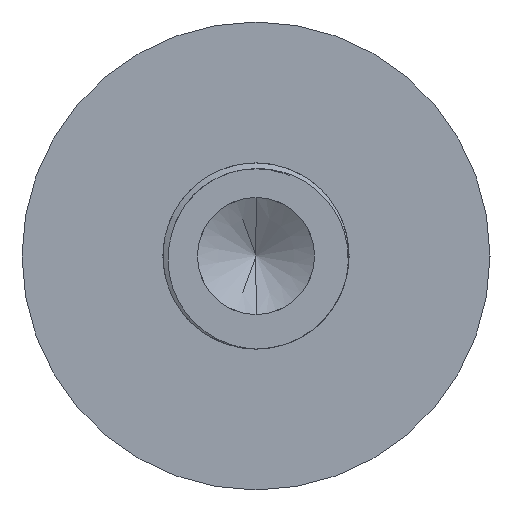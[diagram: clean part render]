
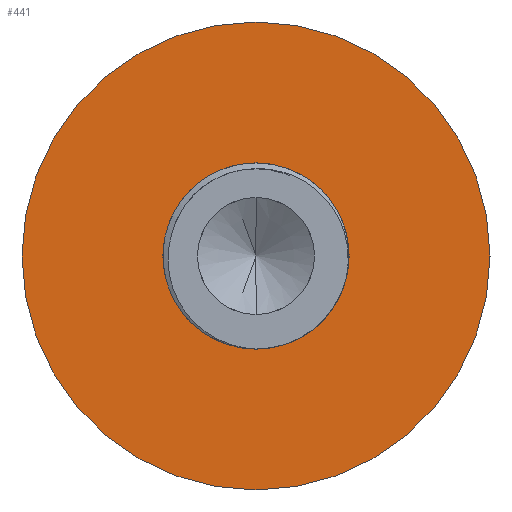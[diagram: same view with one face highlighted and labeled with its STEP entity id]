
A CAD part, front view. The second image highlights one B-rep face of the part: STEP entity #441.
In plain terms, the highlighted planar face has unit normal (0, -1, 0).
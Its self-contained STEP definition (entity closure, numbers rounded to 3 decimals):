
#166 = DIRECTION ( 'NONE',  ( 0., 0., -1. ) ) ;
#231 = VERTEX_POINT ( 'NONE', #4083 ) ;
#271 = EDGE_LOOP ( 'NONE', ( #1743, #2339 ) ) ;
#281 = CARTESIAN_POINT ( 'NONE',  ( 7.95, 10., 0. ) ) ;
#308 = DIRECTION ( 'NONE',  ( 0., -1., 0. ) ) ;
#441 = ADVANCED_FACE ( 'NONE', ( #2678, #4021 ), #3682, .T. ) ;
#513 = CIRCLE ( 'NONE', #3572, 7.95 ) ;
#617 = CIRCLE ( 'NONE', #3323, 7.95 ) ;
#684 = CARTESIAN_POINT ( 'NONE',  ( 0., 10., 20. ) ) ;
#735 = DIRECTION ( 'NONE',  ( 0., 0., -1. ) ) ;
#809 = EDGE_CURVE ( 'NONE', #1510, #4088, #3991, .T. ) ;
#1131 = DIRECTION ( 'NONE',  ( 0., 0., -1. ) ) ;
#1158 = CARTESIAN_POINT ( 'NONE',  ( 7.95, 10., 0. ) ) ;
#1182 = ORIENTED_EDGE ( 'NONE', *, *, #3619, .F. ) ;
#1389 = CARTESIAN_POINT ( 'NONE',  ( 0., 10., 0. ) ) ;
#1404 = AXIS2_PLACEMENT_3D ( 'NONE', #2680, #308, #3290 ) ;
#1424 = DIRECTION ( 'NONE',  ( 0., -1., 0. ) ) ;
#1458 = CARTESIAN_POINT ( 'NONE',  ( 0., 10., -20. ) ) ;
#1510 = VERTEX_POINT ( 'NONE', #1458 ) ;
#1567 = EDGE_CURVE ( 'NONE', #4088, #1510, #3744, .T. ) ;
#1610 = DIRECTION ( 'NONE',  ( 0., -1., 0. ) ) ;
#1617 = CARTESIAN_POINT ( 'NONE',  ( 0., 10., 0. ) ) ;
#1647 = CARTESIAN_POINT ( 'NONE',  ( 0., 10., 0. ) ) ;
#1743 = ORIENTED_EDGE ( 'NONE', *, *, #809, .T. ) ;
#1864 = DIRECTION ( 'NONE',  ( 0., -1., 0. ) ) ;
#2147 = VERTEX_POINT ( 'NONE', #1158 ) ;
#2282 = AXIS2_PLACEMENT_3D ( 'NONE', #281, #1610, #2326 ) ;
#2326 = DIRECTION ( 'NONE',  ( 0., 0., -1. ) ) ;
#2339 = ORIENTED_EDGE ( 'NONE', *, *, #1567, .T. ) ;
#2497 = DIRECTION ( 'NONE',  ( 0., -1., 0. ) ) ;
#2560 = CIRCLE ( 'NONE', #1404, 7.95 ) ;
#2678 = FACE_BOUND ( 'NONE', #2837, .T. ) ;
#2680 = CARTESIAN_POINT ( 'NONE',  ( 0., 10., 0. ) ) ;
#2805 = EDGE_CURVE ( 'NONE', #231, #2942, #617, .T. ) ;
#2837 = EDGE_LOOP ( 'NONE', ( #1182, #4233, #3812, #4322 ) ) ;
#2942 = VERTEX_POINT ( 'NONE', #4206 ) ;
#2945 = EDGE_CURVE ( 'NONE', #3013, #2147, #3817, .T. ) ;
#2982 = DIRECTION ( 'NONE',  ( 0., -1., 0. ) ) ;
#3013 = VERTEX_POINT ( 'NONE', #3369 ) ;
#3038 = AXIS2_PLACEMENT_3D ( 'NONE', #1389, #3114, #1131 ) ;
#3114 = DIRECTION ( 'NONE',  ( 0., -1., 0. ) ) ;
#3237 = CARTESIAN_POINT ( 'NONE',  ( 0., 10., 0. ) ) ;
#3290 = DIRECTION ( 'NONE',  ( 0., 0., -1. ) ) ;
#3323 = AXIS2_PLACEMENT_3D ( 'NONE', #1647, #2497, #3474 ) ;
#3369 = CARTESIAN_POINT ( 'NONE',  ( 0., 10., -7.95 ) ) ;
#3474 = DIRECTION ( 'NONE',  ( 0., 0., -1. ) ) ;
#3572 = AXIS2_PLACEMENT_3D ( 'NONE', #3237, #1864, #166 ) ;
#3619 = EDGE_CURVE ( 'NONE', #2942, #3013, #2560, .T. ) ;
#3682 = PLANE ( 'NONE',  #2282 ) ;
#3744 = CIRCLE ( 'NONE', #4169, 20. ) ;
#3793 = CARTESIAN_POINT ( 'NONE',  ( 0., 10., 0. ) ) ;
#3812 = ORIENTED_EDGE ( 'NONE', *, *, #4240, .F. ) ;
#3817 = CIRCLE ( 'NONE', #3038, 7.95 ) ;
#3991 = CIRCLE ( 'NONE', #4272, 20. ) ;
#4021 = FACE_OUTER_BOUND ( 'NONE', #271, .T. ) ;
#4083 = CARTESIAN_POINT ( 'NONE',  ( 0., 10., 7.95 ) ) ;
#4088 = VERTEX_POINT ( 'NONE', #684 ) ;
#4169 = AXIS2_PLACEMENT_3D ( 'NONE', #1617, #2982, #4339 ) ;
#4206 = CARTESIAN_POINT ( 'NONE',  ( -7.95, 10., 0. ) ) ;
#4233 = ORIENTED_EDGE ( 'NONE', *, *, #2805, .F. ) ;
#4240 = EDGE_CURVE ( 'NONE', #2147, #231, #513, .T. ) ;
#4272 = AXIS2_PLACEMENT_3D ( 'NONE', #3793, #1424, #735 ) ;
#4322 = ORIENTED_EDGE ( 'NONE', *, *, #2945, .F. ) ;
#4339 = DIRECTION ( 'NONE',  ( 0., 0., -1. ) ) ;
